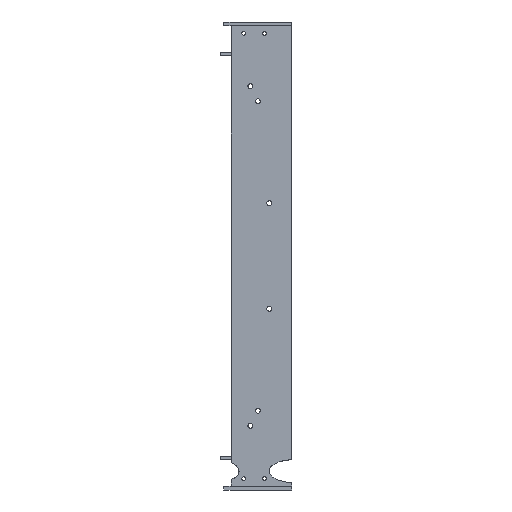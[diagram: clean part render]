
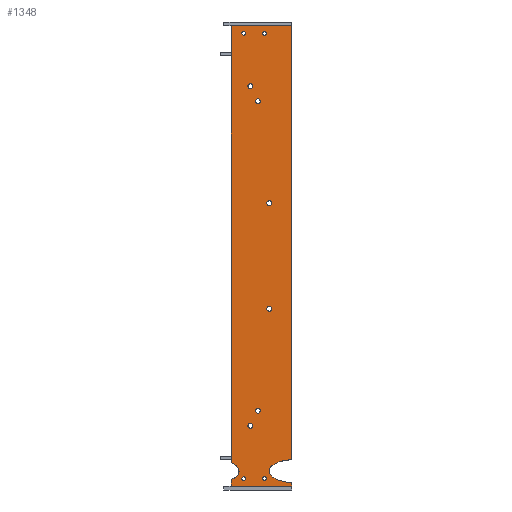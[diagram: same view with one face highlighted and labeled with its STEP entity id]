
A CAD part, left-side view. The second image highlights one B-rep face of the part: STEP entity #1348.
In plain terms, the highlighted planar face has unit normal (-1, 0, 0).
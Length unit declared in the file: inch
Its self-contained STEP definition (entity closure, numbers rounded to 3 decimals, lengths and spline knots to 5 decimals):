
#60=ELLIPSE('',#1488,0.75,0.375);
#61=ELLIPSE('',#1489,0.75,0.375);
#149=FACE_BOUND('',#448,.T.);
#150=FACE_BOUND('',#449,.T.);
#151=FACE_BOUND('',#450,.T.);
#152=FACE_BOUND('',#451,.T.);
#153=FACE_BOUND('',#452,.T.);
#154=FACE_BOUND('',#453,.T.);
#155=FACE_BOUND('',#454,.T.);
#156=FACE_BOUND('',#455,.T.);
#157=FACE_BOUND('',#456,.T.);
#158=FACE_BOUND('',#457,.T.);
#217=CIRCLE('',#1461,0.0625);
#218=CIRCLE('',#1463,0.0625);
#219=CIRCLE('',#1465,0.0625);
#220=CIRCLE('',#1467,0.0625);
#221=CIRCLE('',#1469,0.08);
#222=CIRCLE('',#1471,0.08);
#223=CIRCLE('',#1473,0.08);
#224=CIRCLE('',#1475,0.08);
#225=CIRCLE('',#1477,0.08);
#226=CIRCLE('',#1479,0.08);
#293=FACE_OUTER_BOUND('',#447,.T.);
#447=EDGE_LOOP('',(#1218,#1219,#1220,#1221,#1222,#1223,#1224,#1225));
#448=EDGE_LOOP('',(#1226));
#449=EDGE_LOOP('',(#1227));
#450=EDGE_LOOP('',(#1228));
#451=EDGE_LOOP('',(#1229));
#452=EDGE_LOOP('',(#1230));
#453=EDGE_LOOP('',(#1231));
#454=EDGE_LOOP('',(#1232));
#455=EDGE_LOOP('',(#1233));
#456=EDGE_LOOP('',(#1234));
#457=EDGE_LOOP('',(#1235));
#483=LINE('',#1910,#571);
#536=LINE('',#2215,#624);
#540=LINE('',#2223,#628);
#544=LINE('',#2230,#632);
#549=LINE('',#2239,#637);
#550=LINE('',#2240,#638);
#571=VECTOR('',#1525,0.3937);
#624=VECTOR('',#1834,0.3937);
#628=VECTOR('',#1840,0.3937);
#632=VECTOR('',#1848,0.3937);
#637=VECTOR('',#1857,0.3937);
#638=VECTOR('',#1858,0.3937);
#644=VERTEX_POINT('',#1879);
#659=VERTEX_POINT('',#1908);
#746=VERTEX_POINT('',#2144);
#747=VERTEX_POINT('',#2147);
#748=VERTEX_POINT('',#2150);
#749=VERTEX_POINT('',#2153);
#750=VERTEX_POINT('',#2156);
#751=VERTEX_POINT('',#2159);
#752=VERTEX_POINT('',#2162);
#753=VERTEX_POINT('',#2165);
#754=VERTEX_POINT('',#2168);
#755=VERTEX_POINT('',#2171);
#760=VERTEX_POINT('',#2195);
#761=VERTEX_POINT('',#2197);
#762=VERTEX_POINT('',#2210);
#763=VERTEX_POINT('',#2214);
#766=VERTEX_POINT('',#2222);
#767=VERTEX_POINT('',#2229);
#789=EDGE_CURVE('',#659,#644,#483,.T.);
#897=EDGE_CURVE('',#746,#746,#217,.T.);
#898=EDGE_CURVE('',#747,#747,#218,.T.);
#899=EDGE_CURVE('',#748,#748,#219,.T.);
#900=EDGE_CURVE('',#749,#749,#220,.T.);
#901=EDGE_CURVE('',#750,#750,#221,.T.);
#902=EDGE_CURVE('',#751,#751,#222,.T.);
#903=EDGE_CURVE('',#752,#752,#223,.T.);
#904=EDGE_CURVE('',#753,#753,#224,.T.);
#905=EDGE_CURVE('',#754,#754,#225,.T.);
#906=EDGE_CURVE('',#755,#755,#226,.T.);
#912=EDGE_CURVE('',#761,#760,#60,.T.);
#915=EDGE_CURVE('',#659,#762,#61,.T.);
#916=EDGE_CURVE('',#761,#763,#536,.T.);
#920=EDGE_CURVE('',#766,#763,#540,.T.);
#924=EDGE_CURVE('',#767,#644,#544,.T.);
#929=EDGE_CURVE('',#767,#760,#549,.T.);
#930=EDGE_CURVE('',#766,#762,#550,.T.);
#1218=ORIENTED_EDGE('',*,*,#912,.T.);
#1219=ORIENTED_EDGE('',*,*,#929,.F.);
#1220=ORIENTED_EDGE('',*,*,#924,.T.);
#1221=ORIENTED_EDGE('',*,*,#789,.F.);
#1222=ORIENTED_EDGE('',*,*,#915,.T.);
#1223=ORIENTED_EDGE('',*,*,#930,.F.);
#1224=ORIENTED_EDGE('',*,*,#920,.T.);
#1225=ORIENTED_EDGE('',*,*,#916,.F.);
#1226=ORIENTED_EDGE('',*,*,#897,.T.);
#1227=ORIENTED_EDGE('',*,*,#898,.T.);
#1228=ORIENTED_EDGE('',*,*,#899,.T.);
#1229=ORIENTED_EDGE('',*,*,#900,.T.);
#1230=ORIENTED_EDGE('',*,*,#901,.T.);
#1231=ORIENTED_EDGE('',*,*,#902,.T.);
#1232=ORIENTED_EDGE('',*,*,#903,.T.);
#1233=ORIENTED_EDGE('',*,*,#904,.T.);
#1234=ORIENTED_EDGE('',*,*,#905,.T.);
#1235=ORIENTED_EDGE('',*,*,#906,.T.);
#1281=PLANE('',#1495);
#1348=ADVANCED_FACE('',(#293,#149,#150,#151,#152,#153,#154,#155,#156,#157,
#158),#1281,.T.);
#1461=AXIS2_PLACEMENT_3D('',#2145,#1771,#1772);
#1463=AXIS2_PLACEMENT_3D('',#2148,#1775,#1776);
#1465=AXIS2_PLACEMENT_3D('',#2151,#1779,#1780);
#1467=AXIS2_PLACEMENT_3D('',#2154,#1783,#1784);
#1469=AXIS2_PLACEMENT_3D('',#2157,#1787,#1788);
#1471=AXIS2_PLACEMENT_3D('',#2160,#1791,#1792);
#1473=AXIS2_PLACEMENT_3D('',#2163,#1795,#1796);
#1475=AXIS2_PLACEMENT_3D('',#2166,#1799,#1800);
#1477=AXIS2_PLACEMENT_3D('',#2169,#1803,#1804);
#1479=AXIS2_PLACEMENT_3D('',#2172,#1807,#1808);
#1488=AXIS2_PLACEMENT_3D('',#2198,#1826,#1827);
#1489=AXIS2_PLACEMENT_3D('',#2212,#1830,#1831);
#1495=AXIS2_PLACEMENT_3D('',#2238,#1855,#1856);
#1525=DIRECTION('',(0.,0.,1.));
#1771=DIRECTION('center_axis',(1.,0.,0.));
#1772=DIRECTION('ref_axis',(0.,0.,1.));
#1775=DIRECTION('center_axis',(1.,0.,0.));
#1776=DIRECTION('ref_axis',(0.,0.,1.));
#1779=DIRECTION('center_axis',(1.,0.,0.));
#1780=DIRECTION('ref_axis',(0.,0.,1.));
#1783=DIRECTION('center_axis',(1.,0.,0.));
#1784=DIRECTION('ref_axis',(0.,0.,1.));
#1787=DIRECTION('center_axis',(1.,0.,0.));
#1788=DIRECTION('ref_axis',(0.,0.,1.));
#1791=DIRECTION('center_axis',(1.,0.,0.));
#1792=DIRECTION('ref_axis',(0.,0.,1.));
#1795=DIRECTION('center_axis',(1.,0.,0.));
#1796=DIRECTION('ref_axis',(0.,0.,1.));
#1799=DIRECTION('center_axis',(1.,0.,0.));
#1800=DIRECTION('ref_axis',(0.,0.,1.));
#1803=DIRECTION('center_axis',(1.,0.,0.));
#1804=DIRECTION('ref_axis',(0.,0.,1.));
#1807=DIRECTION('center_axis',(1.,0.,0.));
#1808=DIRECTION('ref_axis',(0.,0.,1.));
#1826=DIRECTION('center_axis',(1.,0.,0.));
#1827=DIRECTION('ref_axis',(0.,-1.,0.));
#1830=DIRECTION('center_axis',(1.,0.,0.));
#1831=DIRECTION('ref_axis',(0.,1.,0.));
#1834=DIRECTION('',(0.,0.,-1.));
#1840=DIRECTION('',(0.,-1.,0.));
#1848=DIRECTION('',(0.,1.,0.));
#1855=DIRECTION('center_axis',(-1.,0.,0.));
#1856=DIRECTION('ref_axis',(0.,0.,1.));
#1857=DIRECTION('',(0.,0.,-1.));
#1858=DIRECTION('',(0.,0.,1.));
#1879=CARTESIAN_POINT('',(0.,1.25,7.5));
#1908=CARTESIAN_POINT('',(0.,1.25,-6.97049));
#1910=CARTESIAN_POINT('',(0.,1.25,-7.875));
#2144=CARTESIAN_POINT('',(0.,0.84375,7.1875));
#2145=CARTESIAN_POINT('Origin',(0.,0.84375,7.25));
#2147=CARTESIAN_POINT('',(0.,0.84375,-7.5625));
#2148=CARTESIAN_POINT('Origin',(0.,0.84375,-7.5));
#2150=CARTESIAN_POINT('',(0.,0.15625,-7.5625));
#2151=CARTESIAN_POINT('Origin',(0.,0.15625,-7.5));
#2153=CARTESIAN_POINT('',(0.,0.15625,7.1875));
#2154=CARTESIAN_POINT('Origin',(0.,0.15625,7.25));
#2156=CARTESIAN_POINT('',(0.,0.,1.545));
#2157=CARTESIAN_POINT('Origin',(0.,0.,1.625));
#2159=CARTESIAN_POINT('',(0.,0.,-1.955));
#2160=CARTESIAN_POINT('Origin',(0.,0.,-1.875));
#2162=CARTESIAN_POINT('',(0.,0.625,-5.83));
#2163=CARTESIAN_POINT('Origin',(0.,0.625,-5.75));
#2165=CARTESIAN_POINT('',(0.,0.625,5.42));
#2166=CARTESIAN_POINT('Origin',(0.,0.625,5.5));
#2168=CARTESIAN_POINT('',(0.,0.375,4.92));
#2169=CARTESIAN_POINT('Origin',(0.,0.375,5.));
#2171=CARTESIAN_POINT('',(0.,0.375,-5.33));
#2172=CARTESIAN_POINT('Origin',(0.,0.375,-5.25));
#2195=CARTESIAN_POINT('',(0.,-0.75,-6.875));
#2197=CARTESIAN_POINT('',(0.,-0.75,-7.625));
#2198=CARTESIAN_POINT('Origin',(0.,-0.75,-7.25));
#2210=CARTESIAN_POINT('',(0.,1.25,-7.52951));
#2212=CARTESIAN_POINT('Origin',(0.,1.75,-7.25));
#2214=CARTESIAN_POINT('',(0.,-0.75,-7.75));
#2215=CARTESIAN_POINT('',(0.,-0.75,7.625));
#2222=CARTESIAN_POINT('',(0.,1.25,-7.75));
#2223=CARTESIAN_POINT('',(0.,-0.375,-7.75));
#2229=CARTESIAN_POINT('',(0.,-0.75,7.5));
#2230=CARTESIAN_POINT('',(0.,0.625,7.5));
#2238=CARTESIAN_POINT('Origin',(0.,0.,-0.125));
#2239=CARTESIAN_POINT('',(0.,-0.75,7.625));
#2240=CARTESIAN_POINT('',(0.,1.25,-7.875));
